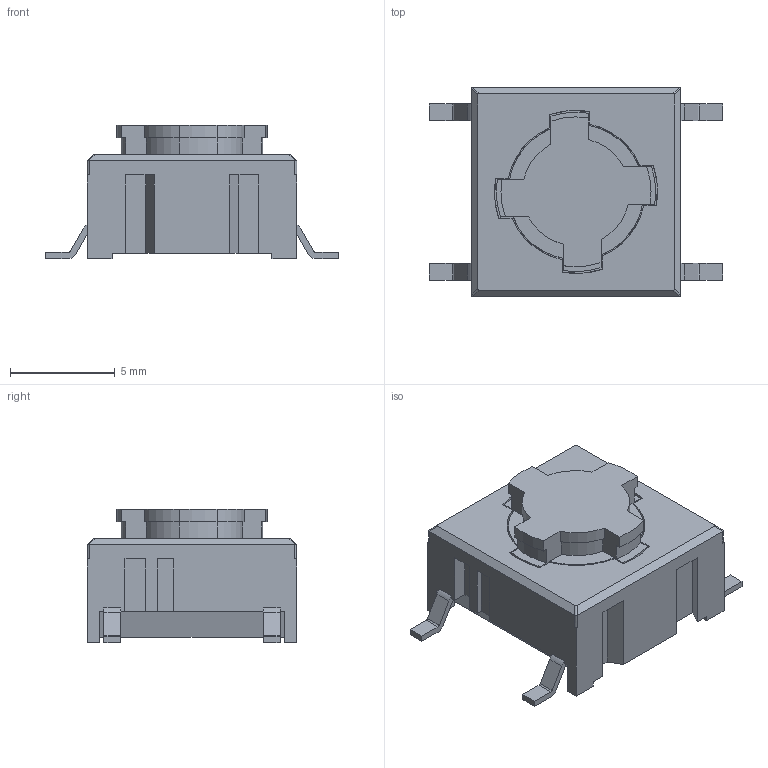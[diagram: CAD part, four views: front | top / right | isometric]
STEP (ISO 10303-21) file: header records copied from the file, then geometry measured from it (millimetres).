
FILE_DESCRIPTION((''),'2;1');
FILE_NAME('5ESH9.stp','2010-11-30T06:45:38',('FD'),(''),'Autodesk Inventor 2011','Autodesk Inventor 2011','');
FILE_SCHEMA(('AUTOMOTIVE_DESIGN { 1 0 10303 214 1 1 1 1 }'));
Length unit declared in the file: millimetre
Products named in the file (1): Part4
Bounding box: 14 x 10 x 6.37 mm (x, y, z)
Volume: 469.8 mm3; surface area: 536.3 mm2
Topology: 1 solids, 1 shells, 308 faces, 919 edges, 606 vertices
Faces by surface type: plane 220, cylinder 57, bspline 31
Entity records: 10513 total; most frequent: CARTESIAN_POINT 2237, ORIENTED_EDGE 1838, DIRECTION 1579, EDGE_CURVE 919, VECTOR 691, LINE 691, VERTEX_POINT 606, AXIS2_PLACEMENT_3D 444
